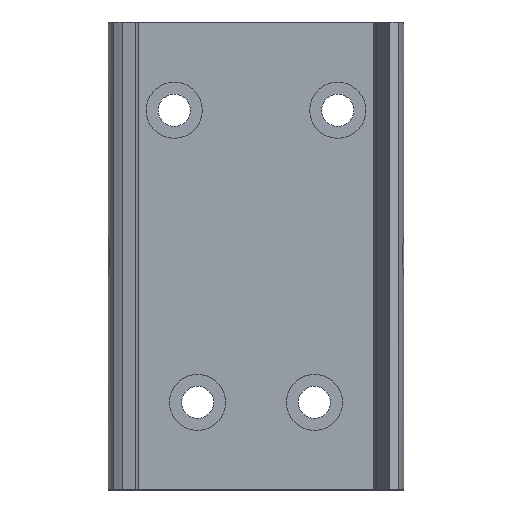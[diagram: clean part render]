
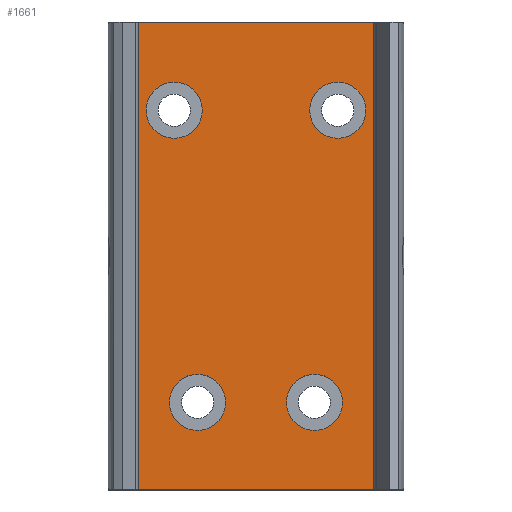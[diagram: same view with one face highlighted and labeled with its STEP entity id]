
A CAD part, top view. The second image highlights one B-rep face of the part: STEP entity #1661.
In plain terms, the highlighted planar face has unit normal (0, 0, 1).
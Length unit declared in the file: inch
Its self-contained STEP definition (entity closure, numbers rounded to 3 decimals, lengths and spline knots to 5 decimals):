
#153=DIRECTION('',(0.,-1.,0.));
#154=VECTOR('',#153,2.);
#155=CARTESIAN_POINT('',(-0.59,0.,0.));
#156=LINE('',#155,#154);
#157=CARTESIAN_POINT('',(0.35,-0.375,0.));
#158=DIRECTION('',(0.,0.,1.));
#159=DIRECTION('',(-1.,0.,0.));
#160=AXIS2_PLACEMENT_3D('',#157,#158,#159);
#162=CARTESIAN_POINT('',(0.35,-0.375,0.));
#163=DIRECTION('',(0.,0.,1.));
#164=DIRECTION('',(1.,0.,0.));
#165=AXIS2_PLACEMENT_3D('',#162,#163,#164);
#167=CARTESIAN_POINT('',(-0.35,-0.375,0.));
#168=DIRECTION('',(0.,0.,1.));
#169=DIRECTION('',(-1.,0.,0.));
#170=AXIS2_PLACEMENT_3D('',#167,#168,#169);
#172=CARTESIAN_POINT('',(-0.35,-0.375,0.));
#173=DIRECTION('',(0.,0.,1.));
#174=DIRECTION('',(1.,0.,0.));
#175=AXIS2_PLACEMENT_3D('',#172,#173,#174);
#177=CARTESIAN_POINT('',(0.25,-1.625,0.));
#178=DIRECTION('',(0.,0.,1.));
#179=DIRECTION('',(-1.,0.,0.));
#180=AXIS2_PLACEMENT_3D('',#177,#178,#179);
#182=CARTESIAN_POINT('',(0.25,-1.625,0.));
#183=DIRECTION('',(0.,0.,1.));
#184=DIRECTION('',(1.,0.,0.));
#185=AXIS2_PLACEMENT_3D('',#182,#183,#184);
#187=CARTESIAN_POINT('',(-0.25,-1.625,0.));
#188=DIRECTION('',(0.,0.,1.));
#189=DIRECTION('',(-1.,0.,0.));
#190=AXIS2_PLACEMENT_3D('',#187,#188,#189);
#192=CARTESIAN_POINT('',(-0.25,-1.625,0.));
#193=DIRECTION('',(0.,0.,1.));
#194=DIRECTION('',(1.,0.,0.));
#195=AXIS2_PLACEMENT_3D('',#192,#193,#194);
#197=DIRECTION('',(1.,0.,0.));
#198=VECTOR('',#197,1.18);
#199=CARTESIAN_POINT('',(-0.59,0.,0.));
#200=LINE('',#199,#198);
#271=DIRECTION('',(1.,0.,0.));
#272=VECTOR('',#271,1.18);
#273=CARTESIAN_POINT('',(-0.59,-2.,0.));
#274=LINE('',#273,#272);
#361=DIRECTION('',(0.,-1.,0.));
#362=VECTOR('',#361,2.);
#363=CARTESIAN_POINT('',(0.59,0.,0.));
#364=LINE('',#363,#362);
#1141=CARTESIAN_POINT('',(-0.59,0.,0.));
#1142=CARTESIAN_POINT('',(0.59,0.,0.));
#1143=VERTEX_POINT('',#1141);
#1144=VERTEX_POINT('',#1142);
#1145=CARTESIAN_POINT('',(-0.59,-2.,0.));
#1146=CARTESIAN_POINT('',(0.59,-2.,0.));
#1147=VERTEX_POINT('',#1145);
#1148=VERTEX_POINT('',#1146);
#1413=CARTESIAN_POINT('',(0.23,-0.375,0.));
#1414=CARTESIAN_POINT('',(0.47,-0.375,0.));
#1415=VERTEX_POINT('',#1413);
#1416=VERTEX_POINT('',#1414);
#1421=CARTESIAN_POINT('',(-0.47,-0.375,0.));
#1422=CARTESIAN_POINT('',(-0.23,-0.375,0.));
#1423=VERTEX_POINT('',#1421);
#1424=VERTEX_POINT('',#1422);
#1429=CARTESIAN_POINT('',(0.13,-1.625,0.));
#1430=CARTESIAN_POINT('',(0.37,-1.625,0.));
#1431=VERTEX_POINT('',#1429);
#1432=VERTEX_POINT('',#1430);
#1437=CARTESIAN_POINT('',(-0.37,-1.625,0.));
#1438=CARTESIAN_POINT('',(-0.13,-1.625,0.));
#1439=VERTEX_POINT('',#1437);
#1440=VERTEX_POINT('',#1438);
#1623=CARTESIAN_POINT('',(-0.59,0.,0.));
#1624=DIRECTION('',(0.,0.,1.));
#1625=DIRECTION('',(1.,0.,0.));
#1626=AXIS2_PLACEMENT_3D('',#1623,#1624,#1625);
#1627=PLANE('',#1626);
#1629=ORIENTED_EDGE('',*,*,#1628,.T.);
#1631=ORIENTED_EDGE('',*,*,#1630,.T.);
#1633=ORIENTED_EDGE('',*,*,#1632,.F.);
#1634=ORIENTED_EDGE('',*,*,#1617,.F.);
#1635=EDGE_LOOP('',(#1629,#1631,#1633,#1634));
#1636=FACE_OUTER_BOUND('',#1635,.F.);
#1638=ORIENTED_EDGE('',*,*,#1637,.T.);
#1640=ORIENTED_EDGE('',*,*,#1639,.T.);
#1641=EDGE_LOOP('',(#1638,#1640));
#1642=FACE_BOUND('',#1641,.F.);
#1644=ORIENTED_EDGE('',*,*,#1643,.T.);
#1646=ORIENTED_EDGE('',*,*,#1645,.T.);
#1647=EDGE_LOOP('',(#1644,#1646));
#1648=FACE_BOUND('',#1647,.F.);
#1650=ORIENTED_EDGE('',*,*,#1649,.T.);
#1652=ORIENTED_EDGE('',*,*,#1651,.T.);
#1653=EDGE_LOOP('',(#1650,#1652));
#1654=FACE_BOUND('',#1653,.F.);
#1656=ORIENTED_EDGE('',*,*,#1655,.T.);
#1658=ORIENTED_EDGE('',*,*,#1657,.T.);
#1659=EDGE_LOOP('',(#1656,#1658));
#1660=FACE_BOUND('',#1659,.F.);
#1661=ADVANCED_FACE('',(#1636,#1642,#1648,#1654,#1660),#1627,.T.);
#161=CIRCLE('',#160,0.12);
#166=CIRCLE('',#165,0.12);
#171=CIRCLE('',#170,0.12);
#176=CIRCLE('',#175,0.12);
#181=CIRCLE('',#180,0.12);
#186=CIRCLE('',#185,0.12);
#191=CIRCLE('',#190,0.12);
#196=CIRCLE('',#195,0.12);
#1617=EDGE_CURVE('',#1143,#1147,#156,.T.);
#1628=EDGE_CURVE('',#1143,#1144,#200,.T.);
#1630=EDGE_CURVE('',#1144,#1148,#364,.T.);
#1632=EDGE_CURVE('',#1147,#1148,#274,.T.);
#1637=EDGE_CURVE('',#1415,#1416,#161,.T.);
#1639=EDGE_CURVE('',#1416,#1415,#166,.T.);
#1643=EDGE_CURVE('',#1423,#1424,#171,.T.);
#1645=EDGE_CURVE('',#1424,#1423,#176,.T.);
#1649=EDGE_CURVE('',#1431,#1432,#181,.T.);
#1651=EDGE_CURVE('',#1432,#1431,#186,.T.);
#1655=EDGE_CURVE('',#1439,#1440,#191,.T.);
#1657=EDGE_CURVE('',#1440,#1439,#196,.T.);
